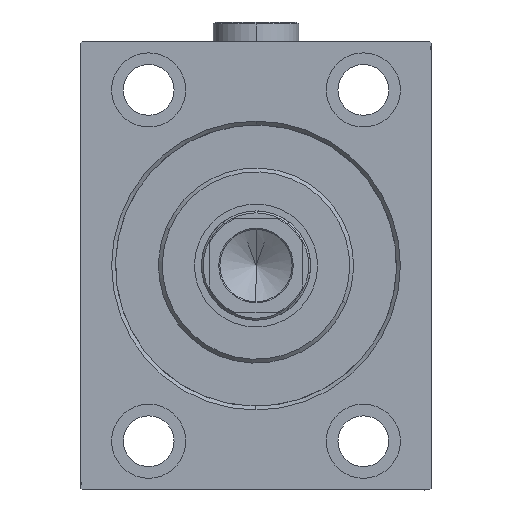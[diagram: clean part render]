
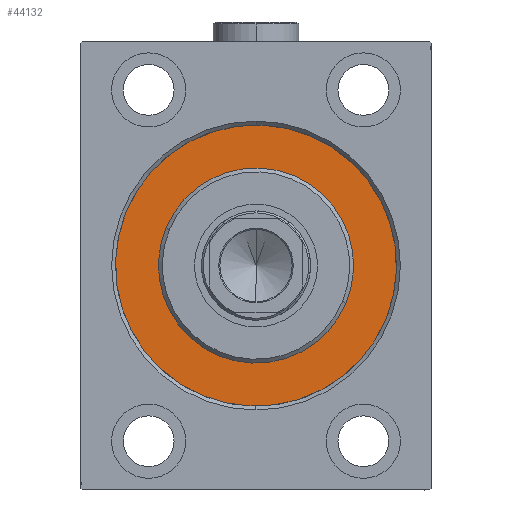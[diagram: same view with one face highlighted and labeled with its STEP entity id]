
A CAD part, left-side view. The second image highlights one B-rep face of the part: STEP entity #44132.
In plain terms, the highlighted face is planar.
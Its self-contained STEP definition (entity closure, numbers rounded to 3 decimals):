
#2961 = CARTESIAN_POINT ( 'NONE',  ( 0., 0., -36. ) ) ;
#3639 = DIRECTION ( 'NONE',  ( 0., 0., -1. ) ) ;
#3852 = VERTEX_POINT ( 'NONE', #2961 ) ;
#4235 = CARTESIAN_POINT ( 'NONE',  ( 0., 0., 0. ) ) ;
#4283 = ORIENTED_EDGE ( 'NONE', *, *, #13473, .F. ) ;
#4311 = ORIENTED_EDGE ( 'NONE', *, *, #4664, .F. ) ;
#4664 = EDGE_CURVE ( 'NONE', #39990, #3852, #10351, .T. ) ;
#4684 = DIRECTION ( 'NONE',  ( 0., 0., 1. ) ) ;
#5238 = PLANE ( 'NONE',  #6376 ) ;
#6376 = AXIS2_PLACEMENT_3D ( 'NONE', #43726, #13397, #27355 ) ;
#7327 = DIRECTION ( 'NONE',  ( 1., 0., 0. ) ) ;
#7666 = DIRECTION ( 'NONE',  ( 0., 0., 1. ) ) ;
#7818 = ORIENTED_EDGE ( 'NONE', *, *, #43879, .F. ) ;
#8114 = CARTESIAN_POINT ( 'NONE',  ( 0., 0., 0. ) ) ;
#8793 = EDGE_LOOP ( 'NONE', ( #4283, #4311 ) ) ;
#10351 = CIRCLE ( 'NONE', #14744, 36. ) ;
#10948 = CARTESIAN_POINT ( 'NONE',  ( 0., 0., -25. ) ) ;
#13397 = DIRECTION ( 'NONE',  ( -1., 0., 0. ) ) ;
#13473 = EDGE_CURVE ( 'NONE', #3852, #39990, #30323, .T. ) ;
#13738 = DIRECTION ( 'NONE',  ( 1., 0., 0. ) ) ;
#14014 = EDGE_CURVE ( 'NONE', #35191, #20263, #26669, .T. ) ;
#14205 = DIRECTION ( 'NONE',  ( 0., 0., -1. ) ) ;
#14744 = AXIS2_PLACEMENT_3D ( 'NONE', #4235, #28504, #7666 ) ;
#17151 = CARTESIAN_POINT ( 'NONE',  ( 0., 0., 36. ) ) ;
#19554 = ORIENTED_EDGE ( 'NONE', *, *, #14014, .F. ) ;
#20263 = VERTEX_POINT ( 'NONE', #10948 ) ;
#22102 = DIRECTION ( 'NONE',  ( -1., 0., 0. ) ) ;
#22299 = AXIS2_PLACEMENT_3D ( 'NONE', #41913, #7327, #14205 ) ;
#24461 = AXIS2_PLACEMENT_3D ( 'NONE', #8114, #22102, #4684 ) ;
#26669 = CIRCLE ( 'NONE', #22299, 25. ) ;
#27355 = DIRECTION ( 'NONE',  ( 0., 0., 1. ) ) ;
#28504 = DIRECTION ( 'NONE',  ( -1., 0., 0. ) ) ;
#30323 = CIRCLE ( 'NONE', #24461, 36. ) ;
#31207 = AXIS2_PLACEMENT_3D ( 'NONE', #41676, #13738, #3639 ) ;
#33408 = CIRCLE ( 'NONE', #31207, 25. ) ;
#35191 = VERTEX_POINT ( 'NONE', #42774 ) ;
#36833 = FACE_OUTER_BOUND ( 'NONE', #8793, .T. ) ;
#38161 = EDGE_LOOP ( 'NONE', ( #19554, #7818 ) ) ;
#39990 = VERTEX_POINT ( 'NONE', #17151 ) ;
#40286 = FACE_BOUND ( 'NONE', #38161, .T. ) ;
#41676 = CARTESIAN_POINT ( 'NONE',  ( 0., 0., 0. ) ) ;
#41913 = CARTESIAN_POINT ( 'NONE',  ( 0., 0., 0. ) ) ;
#42774 = CARTESIAN_POINT ( 'NONE',  ( 0., 0., 25. ) ) ;
#43726 = CARTESIAN_POINT ( 'NONE',  ( 0., 0., 0. ) ) ;
#43879 = EDGE_CURVE ( 'NONE', #20263, #35191, #33408, .T. ) ;
#44132 = ADVANCED_FACE ( 'NONE', ( #40286, #36833 ), #5238, .F. ) ;
